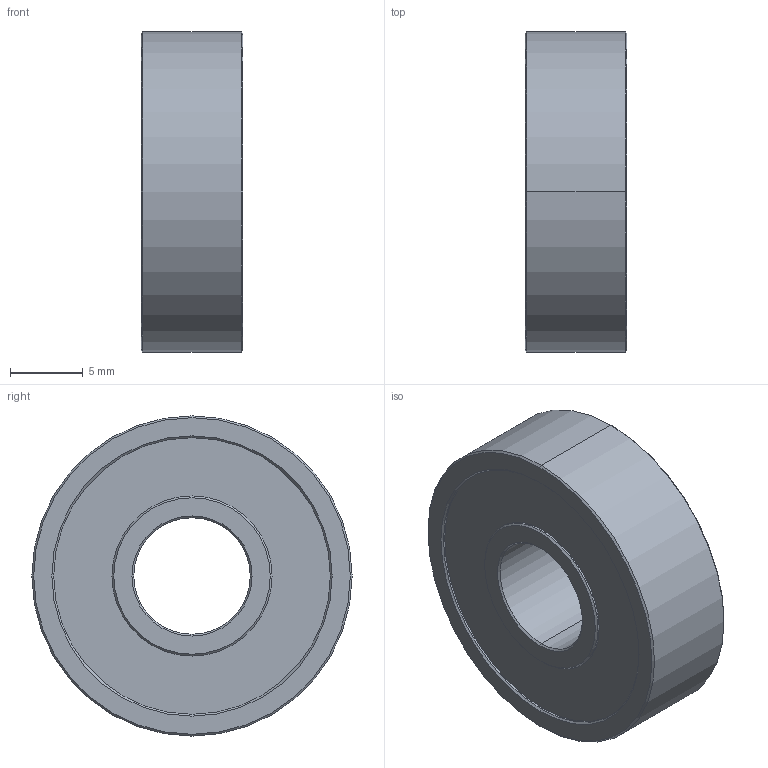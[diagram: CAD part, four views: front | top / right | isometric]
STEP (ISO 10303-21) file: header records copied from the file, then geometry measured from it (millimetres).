
FILE_DESCRIPTION (( 'STEP AP203' ), '1' );
FILE_NAME ('Bearing, Sealed, 608-2RS, 22X8X7.STEP', '2020-08-18T01:15:14', ( '' ), ( '' ), 'SwSTEP 2.0', 'SolidWorks 2016', '' );
FILE_SCHEMA (( 'CONFIG_CONTROL_DESIGN' ));
Length unit declared in the file: millimetre
Products named in the file (1): Bearing, Sealed, 608-2RS, 22X8X7
Bounding box: 7 x 22 x 22 mm (x, y, z)
Volume: 2212.1 mm3; surface area: 1340.9 mm2
Topology: 1 solids, 1 shells, 135 faces, 332 edges, 216 vertices
Faces by surface type: bspline 58, plane 49, cone 16, cylinder 12
Entity records: 7137 total; most frequent: CARTESIAN_POINT 4228, ORIENTED_EDGE 664, DIRECTION 412, EDGE_CURVE 332, VERTEX_POINT 216, LINE 176, VECTOR 176, EDGE_LOOP 154
